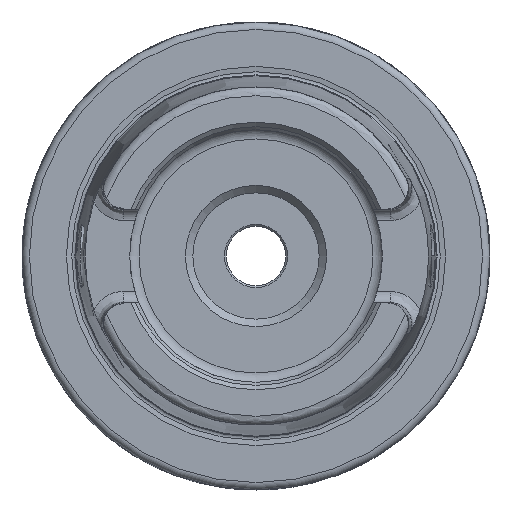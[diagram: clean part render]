
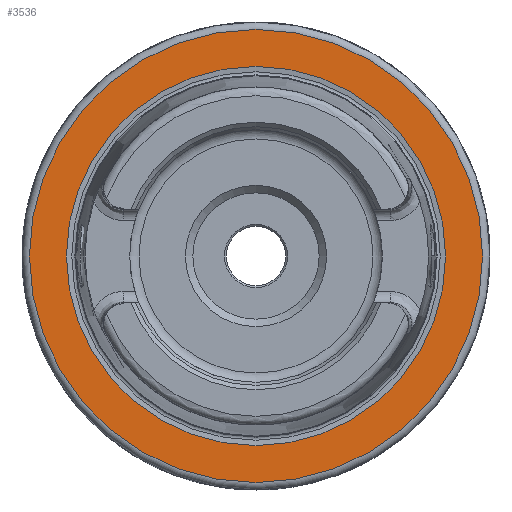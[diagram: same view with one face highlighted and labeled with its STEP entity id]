
A CAD part, left-side view. The second image highlights one B-rep face of the part: STEP entity #3536.
In plain terms, the highlighted planar face has unit normal (-1, 0, 0).
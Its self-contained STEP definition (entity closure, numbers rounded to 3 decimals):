
#88=FACE_BOUND('',#580,.T.);
#185=PLANE('',#3909);
#380=FACE_OUTER_BOUND('',#579,.T.);
#579=EDGE_LOOP('',(#3086,#3087));
#580=EDGE_LOOP('',(#3088,#3089));
#928=CIRCLE('',#3907,25.521);
#929=CIRCLE('',#3908,25.521);
#930=CIRCLE('',#3910,30.5);
#931=CIRCLE('',#3911,30.5);
#1592=VERTEX_POINT('',#7583);
#1593=VERTEX_POINT('',#7585);
#1594=VERTEX_POINT('',#7589);
#1595=VERTEX_POINT('',#7590);
#2111=EDGE_CURVE('',#1593,#1592,#928,.T.);
#2112=EDGE_CURVE('',#1592,#1593,#929,.T.);
#2113=EDGE_CURVE('',#1594,#1595,#930,.T.);
#2114=EDGE_CURVE('',#1595,#1594,#931,.T.);
#3086=ORIENTED_EDGE('',*,*,#2113,.F.);
#3087=ORIENTED_EDGE('',*,*,#2114,.F.);
#3088=ORIENTED_EDGE('',*,*,#2111,.T.);
#3089=ORIENTED_EDGE('',*,*,#2112,.T.);
#3536=ADVANCED_FACE('',(#380,#88),#185,.T.);
#3907=AXIS2_PLACEMENT_3D('',#7586,#4734,#4735);
#3908=AXIS2_PLACEMENT_3D('',#7587,#4736,#4737);
#3909=AXIS2_PLACEMENT_3D('',#7588,#4738,#4739);
#3910=AXIS2_PLACEMENT_3D('',#7591,#4740,#4741);
#3911=AXIS2_PLACEMENT_3D('',#7592,#4742,#4743);
#4734=DIRECTION('center_axis',(1.,0.,0.));
#4735=DIRECTION('ref_axis',(0.,0.,-1.));
#4736=DIRECTION('center_axis',(1.,0.,0.));
#4737=DIRECTION('ref_axis',(0.,0.,-1.));
#4738=DIRECTION('center_axis',(-1.,0.,0.));
#4739=DIRECTION('ref_axis',(0.,0.,1.));
#4740=DIRECTION('center_axis',(1.,0.,0.));
#4741=DIRECTION('ref_axis',(0.,0.,-1.));
#4742=DIRECTION('center_axis',(1.,0.,0.));
#4743=DIRECTION('ref_axis',(0.,0.,-1.));
#7583=CARTESIAN_POINT('',(0.,-25.521,0.));
#7585=CARTESIAN_POINT('',(0.,25.521,0.));
#7586=CARTESIAN_POINT('Origin',(0.,0.,
0.));
#7587=CARTESIAN_POINT('Origin',(0.,0.,
0.));
#7588=CARTESIAN_POINT('Origin',(0.,30.5,0.));
#7589=CARTESIAN_POINT('',(0.,30.5,0.));
#7590=CARTESIAN_POINT('',(0.,0.,30.5));
#7591=CARTESIAN_POINT('Origin',(0.,0.,
0.));
#7592=CARTESIAN_POINT('Origin',(0.,0.,
0.));
